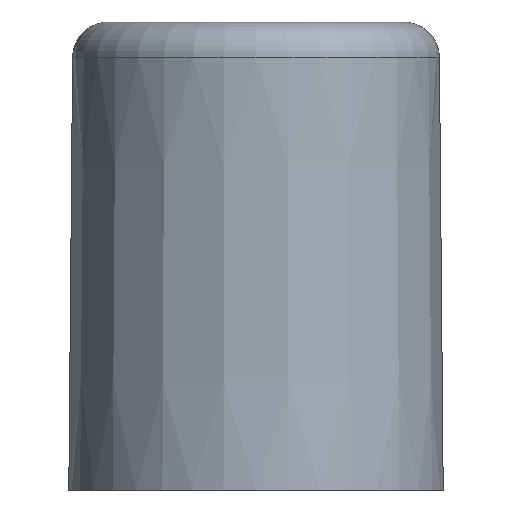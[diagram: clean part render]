
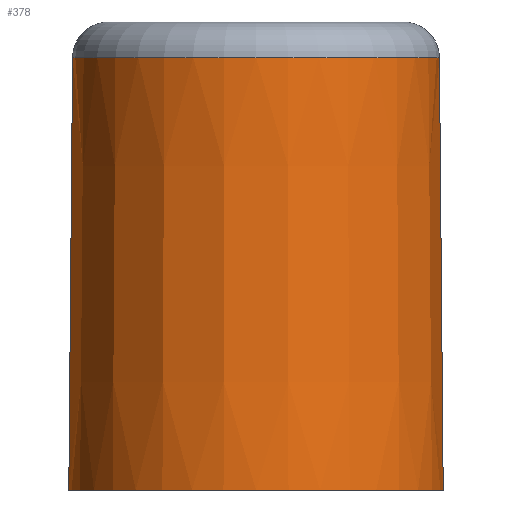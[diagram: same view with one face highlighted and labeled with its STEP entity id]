
A CAD part, left-side view. The second image highlights one B-rep face of the part: STEP entity #378.
In plain terms, the highlighted conical face has half-angle 0.5 degrees and reference radius 2.6 mm.
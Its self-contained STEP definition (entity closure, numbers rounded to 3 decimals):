
#46 = ORIENTED_EDGE ( 'NONE', *, *, #2994, .F. ) ;
#73 = DIRECTION ( 'NONE',  ( 0., -0.009, -1. ) ) ;
#254 = EDGE_CURVE ( 'NONE', #2134, #1449, #883, .T. ) ;
#288 = CARTESIAN_POINT ( 'NONE',  ( -3.475, 0., 0. ) ) ;
#328 = LINE ( 'NONE', #2306, #1758 ) ;
#368 = DIRECTION ( 'NONE',  ( 0., 0., -1. ) ) ;
#378 = ADVANCED_FACE ( 'NONE', ( #2484 ), #538, .T. ) ;
#445 = ORIENTED_EDGE ( 'NONE', *, *, #2650, .T. ) ;
#451 = VERTEX_POINT ( 'NONE', #2785 ) ;
#469 = EDGE_CURVE ( 'NONE', #451, #3079, #2740, .T. ) ;
#538 = CONICAL_SURFACE ( 'NONE', #2480, 2.6, 0.009 ) ;
#718 = CARTESIAN_POINT ( 'NONE',  ( -3.475, -2.548, 6.004 ) ) ;
#883 = CIRCLE ( 'NONE', #2408, 2.548 ) ;
#888 = DIRECTION ( 'NONE',  ( 0., 0.009, -1. ) ) ;
#1124 = DIRECTION ( 'NONE',  ( -1., 0., 0. ) ) ;
#1184 = ORIENTED_EDGE ( 'NONE', *, *, #254, .T. ) ;
#1265 = CARTESIAN_POINT ( 'NONE',  ( -3.475, 2.548, 6.004 ) ) ;
#1307 = VECTOR ( 'NONE', #73, 1000. ) ;
#1371 = AXIS2_PLACEMENT_3D ( 'NONE', #2832, #3023, #1566 ) ;
#1449 = VERTEX_POINT ( 'NONE', #1265 ) ;
#1566 = DIRECTION ( 'NONE',  ( 1., 0., 0. ) ) ;
#1655 = CARTESIAN_POINT ( 'NONE',  ( -3.475, 0., 6.004 ) ) ;
#1687 = CARTESIAN_POINT ( 'NONE',  ( -3.475, -2.6, 0. ) ) ;
#1701 = ORIENTED_EDGE ( 'NONE', *, *, #469, .T. ) ;
#1758 = VECTOR ( 'NONE', #888, 1000. ) ;
#2134 = VERTEX_POINT ( 'NONE', #718 ) ;
#2257 = LINE ( 'NONE', #2536, #1307 ) ;
#2306 = CARTESIAN_POINT ( 'NONE',  ( -3.475, 2.6, 0. ) ) ;
#2408 = AXIS2_PLACEMENT_3D ( 'NONE', #1655, #368, #1124 ) ;
#2480 = AXIS2_PLACEMENT_3D ( 'NONE', #288, #2988, #2544 ) ;
#2484 = FACE_OUTER_BOUND ( 'NONE', #2621, .T. ) ;
#2536 = CARTESIAN_POINT ( 'NONE',  ( -3.475, -2.6, 0. ) ) ;
#2544 = DIRECTION ( 'NONE',  ( 1., 0., 0. ) ) ;
#2621 = EDGE_LOOP ( 'NONE', ( #46, #1184, #445, #1701 ) ) ;
#2650 = EDGE_CURVE ( 'NONE', #1449, #451, #328, .T. ) ;
#2740 = CIRCLE ( 'NONE', #1371, 2.6 ) ;
#2785 = CARTESIAN_POINT ( 'NONE',  ( -3.475, 2.6, 0. ) ) ;
#2832 = CARTESIAN_POINT ( 'NONE',  ( -3.475, 0., 0. ) ) ;
#2988 = DIRECTION ( 'NONE',  ( 0., 0., -1. ) ) ;
#2994 = EDGE_CURVE ( 'NONE', #2134, #3079, #2257, .T. ) ;
#3023 = DIRECTION ( 'NONE',  ( 0., 0., 1. ) ) ;
#3079 = VERTEX_POINT ( 'NONE', #1687 ) ;
